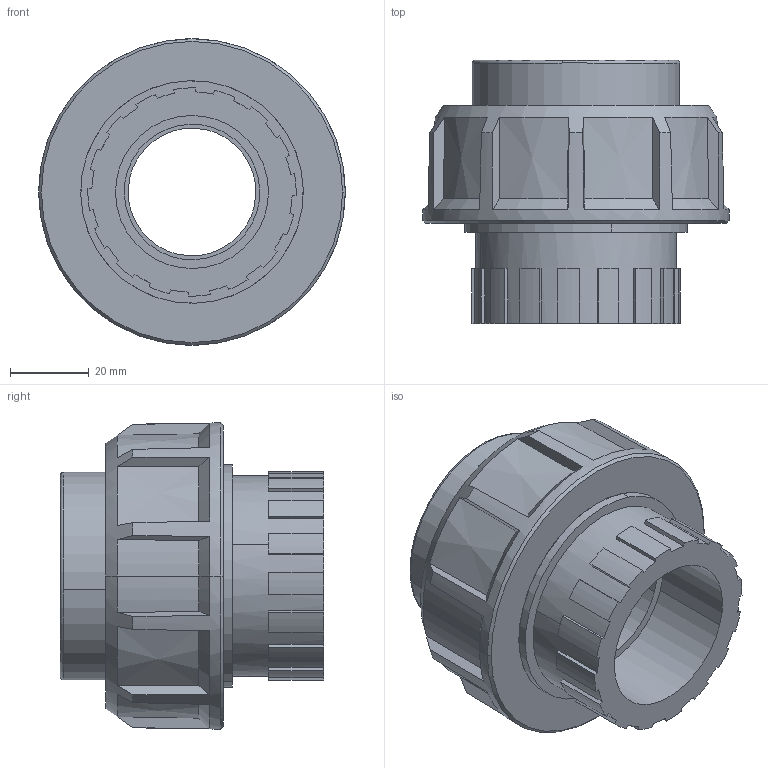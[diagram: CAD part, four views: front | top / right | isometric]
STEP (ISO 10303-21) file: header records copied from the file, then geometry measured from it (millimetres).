
FILE_DESCRIPTION(('STEP AP214'),'1');
FILE_NAME('bifgm040114e.stp','2018-02-12T14:19:30',('TraceParts'),('TraceParts S.A.'),'Spatial InterOp 3D',' ',' ');
FILE_SCHEMA(('automotive_design'));
Length unit declared in the file: millimetre
Products named in the file (3): bifgm040114e_1; bifgm040114e_2; bifgm040114e_3
Bounding box: 78.08 x 67 x 78.08 mm (x, y, z)
Volume: 133599.3 mm3; surface area: 45028.9 mm2
Topology: 3 solids, 3 shells, 171 faces, 463 edges, 305 vertices
Faces by surface type: plane 82, cylinder 43, cone 36, torus 10
Entity records: 6900 total; most frequent: CARTESIAN_POINT 1146, DIRECTION 932, ORIENTED_EDGE 926, EDGE_CURVE 463, AXIS2_PLACEMENT_3D 379, VERTEX_POINT 305, CIRCLE 205, EDGE_LOOP 184
